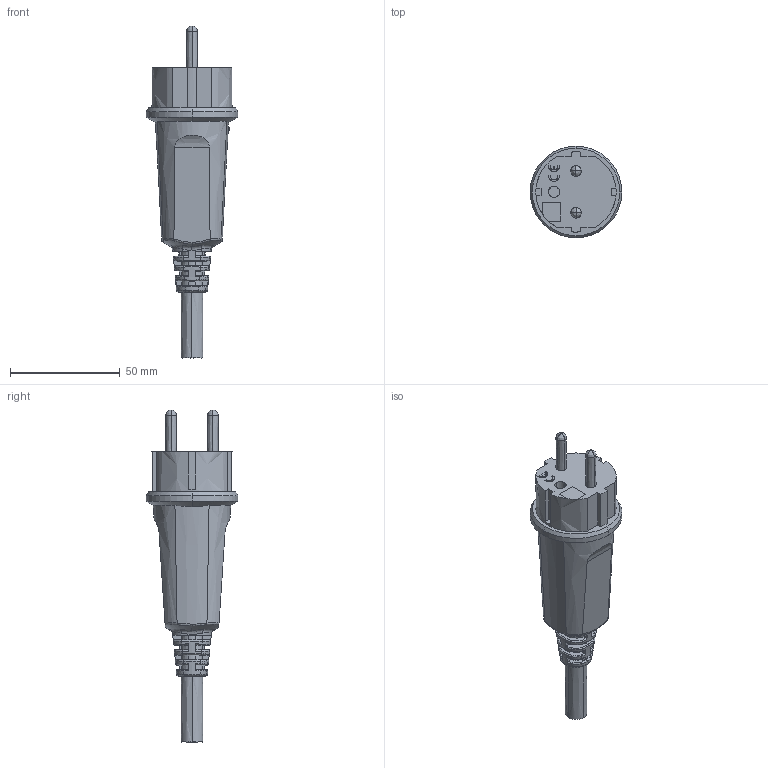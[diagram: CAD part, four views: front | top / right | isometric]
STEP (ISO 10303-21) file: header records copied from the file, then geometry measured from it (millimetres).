
FILE_DESCRIPTION(('CATIA V5 STEP Exchange'),'2;1');
FILE_NAME('T000561_A-MOD-2-1.stp','2021-10-04T14:40:02+00:00',('none'),('none'),'CATIA Version 5 Release 20 GA (IN-10)','CATIA V5 STEP AP203','none');
FILE_SCHEMA(('CONFIG_CONTROL_DESIGN'));
Length unit declared in the file: millimetre
Products named in the file (1): T000561_A
Bounding box: 41.7 x 41.7 x 151 mm (x, y, z)
Volume: 74818.8 mm3; surface area: 14282.8 mm2
Topology: 1 solids, 1 shells, 455 faces, 1248 edges, 795 vertices
Faces by surface type: plane 233, bspline 221, cylinder 1
Entity records: 21489 total; most frequent: CARTESIAN_POINT 12380, ORIENTED_EDGE 2480, EDGE_CURVE 1240, DIRECTION 1034, VERTEX_POINT 795, VECTOR 592, LINE 592, B_SPLINE_CURVE_WITH_KNOTS 491
